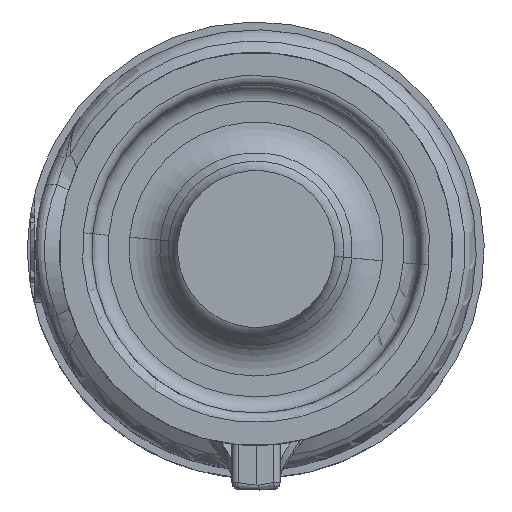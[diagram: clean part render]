
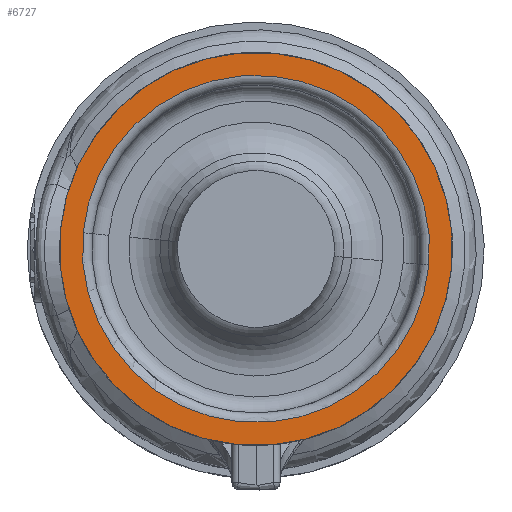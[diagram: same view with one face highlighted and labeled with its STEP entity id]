
A CAD part, top view. The second image highlights one B-rep face of the part: STEP entity #6727.
In plain terms, the highlighted planar face has unit normal (0, 0, 1).
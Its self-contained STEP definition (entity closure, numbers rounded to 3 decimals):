
#1284=CARTESIAN_POINT('',(0.,0.,91.558));
#1285=DIRECTION('',(0.,0.,1.));
#1286=DIRECTION('',(-0.996,0.093,0.));
#1287=AXIS2_PLACEMENT_3D('',#1284,#1285,#1286);
#1303=CARTESIAN_POINT('',(0.,0.,91.558));
#1304=DIRECTION('',(0.,0.,1.));
#1305=DIRECTION('',(0.996,-0.093,0.));
#1306=AXIS2_PLACEMENT_3D('',#1303,#1304,#1305);
#1312=CARTESIAN_POINT('',(0.,0.,91.558));
#1313=DIRECTION('',(0.,0.,-1.));
#1314=DIRECTION('',(-0.996,0.093,0.));
#1315=AXIS2_PLACEMENT_3D('',#1312,#1313,#1314);
#1317=CARTESIAN_POINT('',(0.,0.,91.558));
#1318=DIRECTION('',(0.,0.,1.));
#1319=DIRECTION('',(-0.996,0.093,0.));
#1320=AXIS2_PLACEMENT_3D('',#1317,#1318,#1319);
#3780=CARTESIAN_POINT('',(21.584,-2.017,91.558));
#3781=VERTEX_POINT('',#3780);
#3782=CARTESIAN_POINT('',(-21.584,2.017,91.558));
#3783=VERTEX_POINT('',#3782);
#3806=CARTESIAN_POINT('',(-24.436,2.283,91.558));
#3807=CARTESIAN_POINT('',(24.436,-2.283,91.558));
#3808=VERTEX_POINT('',#3806);
#3809=VERTEX_POINT('',#3807);
#6712=CARTESIAN_POINT('',(20.35,-13.719,91.558));
#6713=DIRECTION('',(0.,0.,1.));
#6714=DIRECTION('',(-0.72,0.694,0.));
#6715=AXIS2_PLACEMENT_3D('',#6712,#6713,#6714);
#6716=PLANE('',#6715);
#6717=ORIENTED_EDGE('',*,*,#6691,.F.);
#6718=ORIENTED_EDGE('',*,*,#6706,.F.);
#6719=EDGE_LOOP('',(#6717,#6718));
#6720=FACE_OUTER_BOUND('',#6719,.F.);
#6722=ORIENTED_EDGE('',*,*,#6721,.F.);
#6724=ORIENTED_EDGE('',*,*,#6723,.T.);
#6725=EDGE_LOOP('',(#6722,#6724));
#6726=FACE_BOUND('',#6725,.F.);
#6727=ADVANCED_FACE('',(#6720,#6726),#6716,.T.);
#1288=CIRCLE('',#1287,24.542);
#1307=CIRCLE('',#1306,24.542);
#1316=CIRCLE('',#1315,21.678);
#1321=CIRCLE('',#1320,21.678);
#6691=EDGE_CURVE('',#3808,#3809,#1288,.T.);
#6706=EDGE_CURVE('',#3809,#3808,#1307,.T.);
#6721=EDGE_CURVE('',#3783,#3781,#1316,.T.);
#6723=EDGE_CURVE('',#3783,#3781,#1321,.T.);
